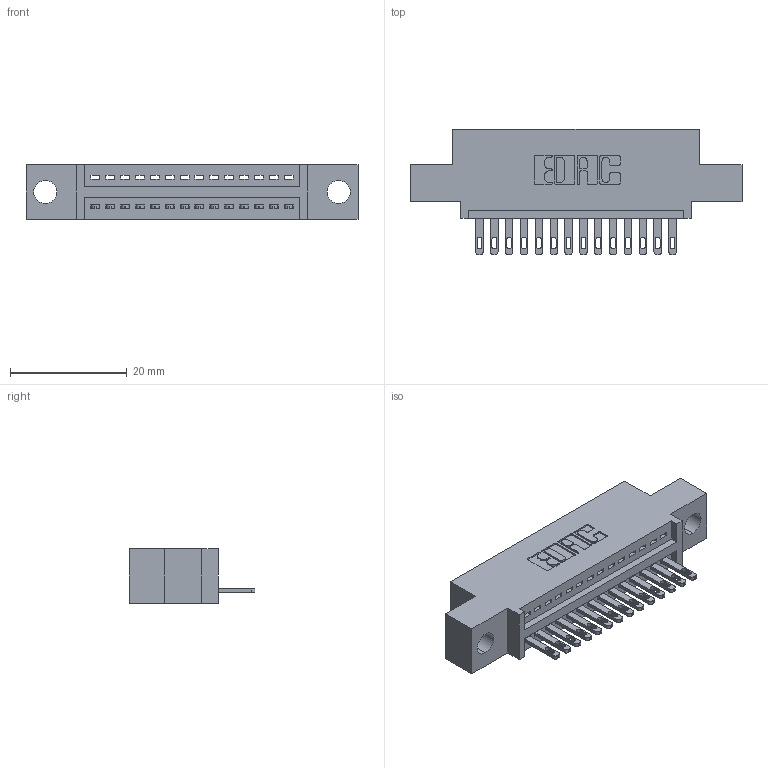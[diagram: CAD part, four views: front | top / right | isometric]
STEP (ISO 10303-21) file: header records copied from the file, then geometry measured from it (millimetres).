
FILE_DESCRIPTION (( 'STEP AP203' ), '1' );
FILE_NAME ('895-014-500-404.STEP', '2020-09-25T02:51:25', ( '' ), ( '' ), 'SwSTEP 2.0', 'SolidWorks 2020', '' );
FILE_SCHEMA (( 'CONFIG_CONTROL_DESIGN' ));
Length unit declared in the file: inch
Products named in the file (3): 345-292-001_345-293-100; 895-014-500-404; 845 Part_0.110 Offset - 0.156 Dia-TH
Assembly tree (15 placements, depth 2):
  895-014-500-404
    845 Part_0.110 Offset - 0.156 Dia-TH
    345-292-001_345-293-100  x14
Bounding box: 56.77 x 21.51 x 9.4 mm (x, y, z)
Volume: 5010.1 mm3; surface area: 6199.4 mm2
Topology: 15 solids, 15 shells, 886 faces, 2705 edges, 1802 vertices
Faces by surface type: plane 560, cylinder 326
Entity records: 14371 total; most frequent: CARTESIAN_POINT 2498, ORIENTED_EDGE 2446, DIRECTION 2223, EDGE_CURVE 1223, VECTOR 1031, LINE 1031, VERTEX_POINT 814, AXIS2_PLACEMENT_3D 596
